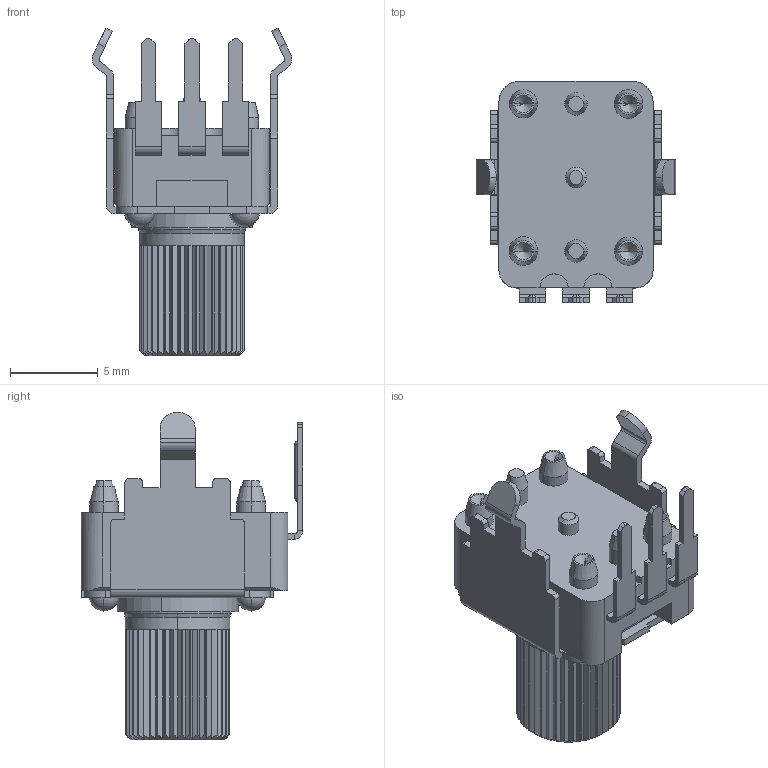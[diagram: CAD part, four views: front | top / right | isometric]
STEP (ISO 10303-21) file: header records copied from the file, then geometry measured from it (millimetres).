
FILE_DESCRIPTION(('STEP AP242'),'1');
FILE_NAME('rk09k1130ap5.stp','2021-04-26T22:38:43',('TraceParts'),('TraceParts S.A.'),'Spatial InterOp 3D',' ',' ');
FILE_SCHEMA(('AP242_MANAGED_MODEL_BASED_3D_ENGINEERING_MIM_LF {1 0 10303 442 1 1 4}'));
Length unit declared in the file: millimetre
Products named in the file (1): rk09k1130ap5
Bounding box: 11.4 x 12.65 x 18.7 mm (x, y, z)
Volume: 759.2 mm3; surface area: 991.7 mm2
Topology: 1 solids, 1 shells, 419 faces, 1122 edges, 709 vertices
Faces by surface type: plane 285, cylinder 78, sphere 30, cone 26
Entity records: 16319 total; most frequent: CARTESIAN_POINT 2483, ORIENTED_EDGE 2204, DIRECTION 2180, EDGE_CURVE 1102, AXIS2_PLACEMENT_3D 742, VERTEX_POINT 709, LINE 696, VECTOR 696
